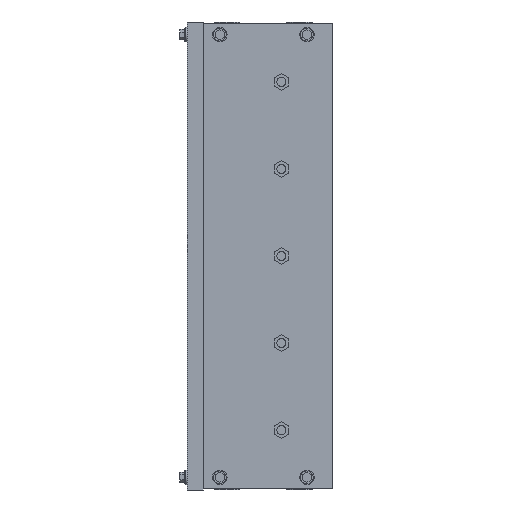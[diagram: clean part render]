
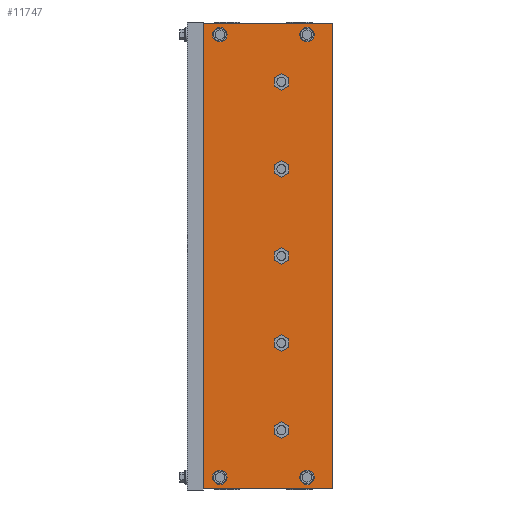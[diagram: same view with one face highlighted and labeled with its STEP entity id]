
A CAD part, left-side view. The second image highlights one B-rep face of the part: STEP entity #11747.
In plain terms, the highlighted planar face has unit normal (-1, 0, 0).
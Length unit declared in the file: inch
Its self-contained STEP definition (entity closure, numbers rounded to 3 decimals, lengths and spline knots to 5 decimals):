
#181 = DIRECTION ( 'NONE',  ( 0., 0., 1. ) ) ;
#360 = EDGE_CURVE ( 'NONE', #1188, #24730, #810, .T. ) ;
#756 = DIRECTION ( 'NONE',  ( 0., -1., 0. ) ) ;
#810 = LINE ( 'NONE', #28951, #2078 ) ;
#890 = LINE ( 'NONE', #29228, #9976 ) ;
#1188 = VERTEX_POINT ( 'NONE', #1461 ) ;
#1461 = CARTESIAN_POINT ( 'NONE',  ( -6., 0., 8. ) ) ;
#2078 = VECTOR ( 'NONE', #38972, 39.37008 ) ;
#5798 = ORIENTED_EDGE ( 'NONE', *, *, #360, .F. ) ;
#9347 = PLANE ( 'NONE',  #38422 ) ;
#9751 = FACE_OUTER_BOUND ( 'NONE', #39797, .T. ) ;
#9976 = VECTOR ( 'NONE', #26516, 39.37008 ) ;
#11747 = ADVANCED_FACE ( 'NONE', ( #9751 ), #9347, .T. ) ;
#11810 = ORIENTED_EDGE ( 'NONE', *, *, #37039, .T. ) ;
#12328 = VERTEX_POINT ( 'NONE', #18232 ) ;
#12929 = CARTESIAN_POINT ( 'NONE',  ( -6., 0., -8. ) ) ;
#13301 = DIRECTION ( 'NONE',  ( -1., 0., 0. ) ) ;
#13464 = EDGE_CURVE ( 'NONE', #12328, #1188, #32023, .T. ) ;
#18232 = CARTESIAN_POINT ( 'NONE',  ( -6., 4.4375, 8. ) ) ;
#19605 = VECTOR ( 'NONE', #38768, 39.37008 ) ;
#21528 = ORIENTED_EDGE ( 'NONE', *, *, #13464, .F. ) ;
#22234 = CARTESIAN_POINT ( 'NONE',  ( -6., 4.4375, 8. ) ) ;
#24730 = VERTEX_POINT ( 'NONE', #12929 ) ;
#25201 = CARTESIAN_POINT ( 'NONE',  ( -6., 4.4375, -8. ) ) ;
#26505 = CARTESIAN_POINT ( 'NONE',  ( -6., 4.4375, -8. ) ) ;
#26516 = DIRECTION ( 'NONE',  ( 0., 0., -1. ) ) ;
#28951 = CARTESIAN_POINT ( 'NONE',  ( -6., 0., -8. ) ) ;
#29228 = CARTESIAN_POINT ( 'NONE',  ( -6., 4.4375, -8. ) ) ;
#32023 = LINE ( 'NONE', #22234, #33673 ) ;
#33025 = EDGE_CURVE ( 'NONE', #40582, #24730, #41063, .T. ) ;
#33673 = VECTOR ( 'NONE', #756, 39.37008 ) ;
#35602 = CARTESIAN_POINT ( 'NONE',  ( -6., 4.4375, -8. ) ) ;
#37039 = EDGE_CURVE ( 'NONE', #12328, #40582, #890, .T. ) ;
#38422 = AXIS2_PLACEMENT_3D ( 'NONE', #35602, #13301, #181 ) ;
#38768 = DIRECTION ( 'NONE',  ( 0., -1., 0. ) ) ;
#38972 = DIRECTION ( 'NONE',  ( 0., 0., -1. ) ) ;
#39797 = EDGE_LOOP ( 'NONE', ( #5798, #21528, #11810, #40742 ) ) ;
#40582 = VERTEX_POINT ( 'NONE', #26505 ) ;
#40742 = ORIENTED_EDGE ( 'NONE', *, *, #33025, .T. ) ;
#41063 = LINE ( 'NONE', #25201, #19605 ) ;
